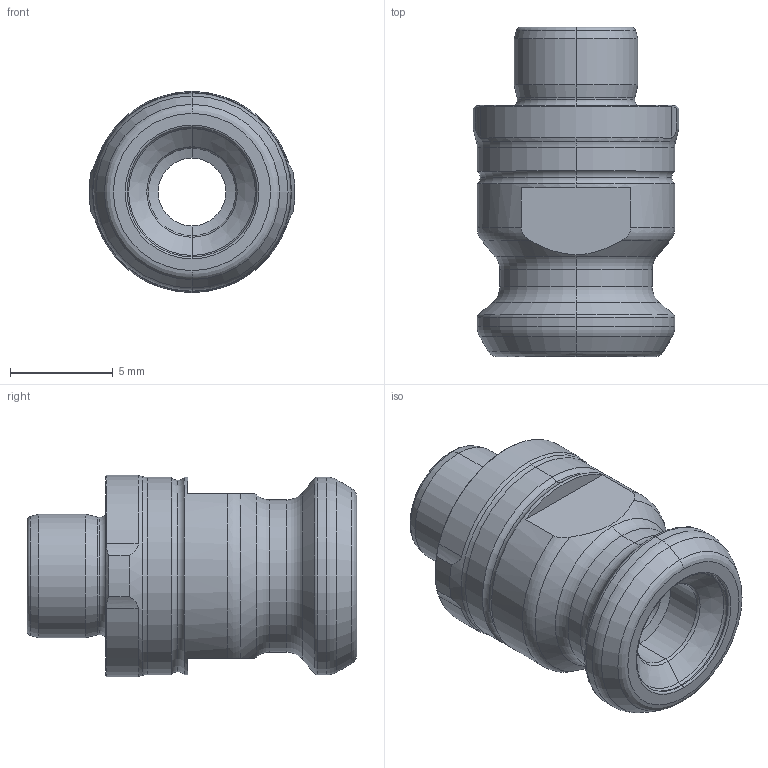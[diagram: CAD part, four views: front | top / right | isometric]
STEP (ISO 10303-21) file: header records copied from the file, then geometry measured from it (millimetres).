
FILE_DESCRIPTION (( 'STEP AP214' ), '1' );
FILE_NAME ('STARK_8000 901_A.STEP', '2017-04-26T12:43:00', ( '' ), ( '' ), 'SwSTEP 2.0', 'SolidWorks 2015', '' );
FILE_SCHEMA (( 'AUTOMOTIVE_DESIGN' ));
Length unit declared in the file: millimetre
Products named in the file (1): STARK_8000 901_A
Bounding box: 9.98 x 16 x 9.77 mm (x, y, z)
Volume: 682.9 mm3; surface area: 737.1 mm2
Topology: 1 solids, 1 shells, 87 faces, 192 edges, 108 vertices
Faces by surface type: torus 32, cylinder 26, cone 22, plane 7
Entity records: 2490 total; most frequent: CARTESIAN_POINT 484, DIRECTION 474, ORIENTED_EDGE 384, AXIS2_PLACEMENT_3D 210, EDGE_CURVE 192, CIRCLE 122, VERTEX_POINT 108, EDGE_LOOP 90
